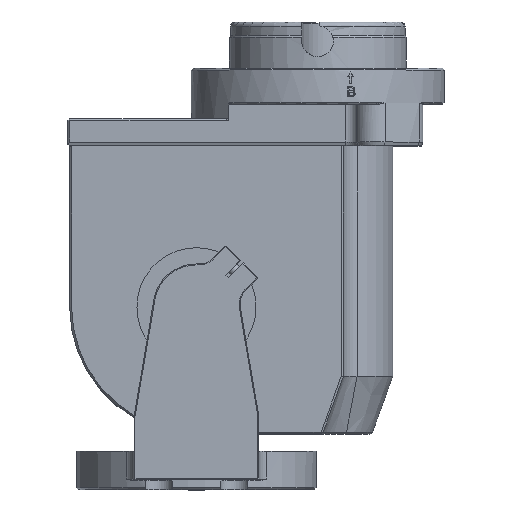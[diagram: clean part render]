
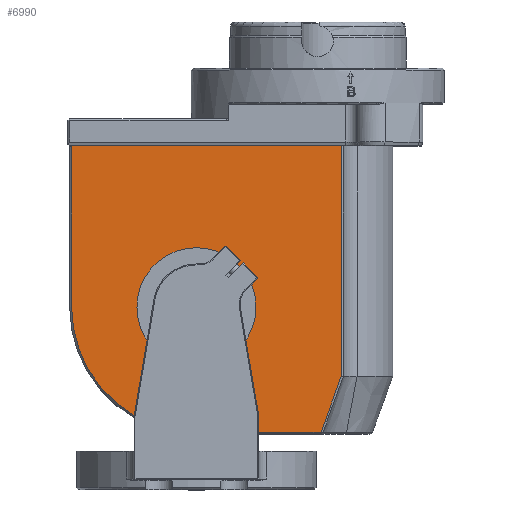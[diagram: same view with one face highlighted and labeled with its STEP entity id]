
A CAD part, top view. The second image highlights one B-rep face of the part: STEP entity #6990.
In plain terms, the highlighted planar face has unit normal (0, 0, 1).
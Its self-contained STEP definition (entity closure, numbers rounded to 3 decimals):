
#133=FACE_BOUND('',#2307,.T.);
#335=PLANE('',#7610);
#588=LINE('',#10675,#1141);
#681=LINE('',#11267,#1234);
#687=LINE('',#11283,#1240);
#693=LINE('',#11298,#1246);
#1141=VECTOR('',#8428,10.);
#1234=VECTOR('',#8767,10.);
#1240=VECTOR('',#8781,10.);
#1246=VECTOR('',#8805,10.);
#1844=FACE_OUTER_BOUND('',#2306,.T.);
#2306=EDGE_LOOP('',(#5407,#5408,#5409,#5410,#5411,#5412));
#2307=EDGE_LOOP('',(#5413));
#2833=CIRCLE('',#7464,31.);
#2901=CIRCLE('',#7600,65.);
#3127=B_SPLINE_CURVE_WITH_KNOTS('',3,(#10705,#10706,#10707,#10708),
 .UNSPECIFIED.,.F.,.F.,(4,4),(-1.579,1.526),
 .UNSPECIFIED.);
#3293=VERTEX_POINT('',#10655);
#3298=VERTEX_POINT('',#10671);
#3300=VERTEX_POINT('',#10674);
#3305=VERTEX_POINT('',#10704);
#3440=VERTEX_POINT('',#11266);
#3442=VERTEX_POINT('',#11272);
#3446=VERTEX_POINT('',#11282);
#3988=EDGE_CURVE('',#3293,#3293,#2833,.T.);
#3994=EDGE_CURVE('',#3298,#3300,#588,.T.);
#4000=EDGE_CURVE('',#3300,#3305,#3127,.T.);
#4185=EDGE_CURVE('',#3305,#3440,#681,.T.);
#4190=EDGE_CURVE('',#3440,#3442,#2901,.T.);
#4193=EDGE_CURVE('',#3442,#3446,#687,.T.);
#4201=EDGE_CURVE('',#3446,#3298,#693,.T.);
#5407=ORIENTED_EDGE('',*,*,#3994,.F.);
#5408=ORIENTED_EDGE('',*,*,#4201,.F.);
#5409=ORIENTED_EDGE('',*,*,#4193,.F.);
#5410=ORIENTED_EDGE('',*,*,#4190,.F.);
#5411=ORIENTED_EDGE('',*,*,#4185,.F.);
#5412=ORIENTED_EDGE('',*,*,#4000,.F.);
#5413=ORIENTED_EDGE('',*,*,#3988,.T.);
#6990=ADVANCED_FACE('',(#1844,#133),#335,.T.);
#7464=AXIS2_PLACEMENT_3D('',#10656,#8405,#8406);
#7600=AXIS2_PLACEMENT_3D('',#11276,#8775,#8776);
#7610=AXIS2_PLACEMENT_3D('',#11297,#8803,#8804);
#8405=DIRECTION('center_axis',(0.,0.,-1.));
#8406=DIRECTION('ref_axis',(1.,0.,0.));
#8428=DIRECTION('',(0.,-1.,0.));
#8767=DIRECTION('',(-1.,0.,0.));
#8775=DIRECTION('center_axis',(0.,0.,-1.));
#8776=DIRECTION('ref_axis',(0.,-1.,0.));
#8781=DIRECTION('',(0.,1.,0.));
#8803=DIRECTION('center_axis',(0.,0.,1.));
#8804=DIRECTION('ref_axis',(1.,0.,0.));
#8805=DIRECTION('',(1.,0.,0.));
#10655=CARTESIAN_POINT('',(-94.2,-124.5,46.));
#10656=CARTESIAN_POINT('Origin',(-63.2,-124.5,46.));
#10671=CARTESIAN_POINT('',(12.284,-40.5,46.));
#10674=CARTESIAN_POINT('',(12.284,-160.318,46.));
#10675=CARTESIAN_POINT('',(12.284,-40.5,46.));
#10704=CARTESIAN_POINT('',(1.665,-189.5,46.));
#10705=CARTESIAN_POINT('Ctrl Pts',(12.284,-160.318,46.));
#10706=CARTESIAN_POINT('Ctrl Pts',(8.742,-170.044,46.));
#10707=CARTESIAN_POINT('Ctrl Pts',(5.203,-179.772,46.));
#10708=CARTESIAN_POINT('Ctrl Pts',(1.665,-189.5,46.));
#11266=CARTESIAN_POINT('',(-63.2,-189.5,46.));
#11267=CARTESIAN_POINT('',(-90.697,-189.5,46.));
#11272=CARTESIAN_POINT('',(-128.2,-124.5,46.));
#11276=CARTESIAN_POINT('Origin',(-63.2,-124.5,46.));
#11282=CARTESIAN_POINT('',(-128.2,-40.5,46.));
#11283=CARTESIAN_POINT('',(-128.2,-40.5,46.));
#11297=CARTESIAN_POINT('Origin',(-129.2,-40.5,46.));
#11298=CARTESIAN_POINT('',(-91.343,-40.5,46.));
